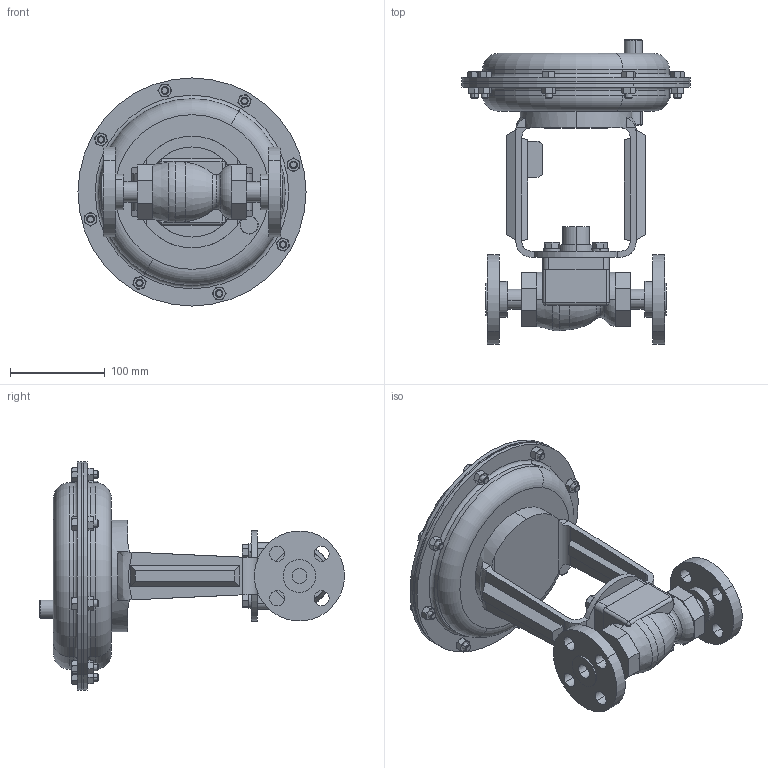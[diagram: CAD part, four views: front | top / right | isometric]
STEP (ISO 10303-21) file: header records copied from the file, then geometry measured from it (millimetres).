
FILE_DESCRIPTION (( 'STEP AP203' ), '1' );
FILE_NAME ('78-050-BR+CS+S6-F3-35M.step', '2017-09-25T13:09:58', ( '' ), ( '' ), 'SwSTEP 2.0', 'SolidWorks 2014', '' );
FILE_SCHEMA (( 'CONFIG_CONTROL_DESIGN' ));
Length unit declared in the file: inch
Products named in the file (1): 78-050-BR+CS+S6-F3-35M
Bounding box: 241.3 x 322.12 x 241.3 mm (x, y, z)
Volume: 3470080.8 mm3; surface area: 508067.7 mm2
Topology: 36 solids, 36 shells, 680 faces, 1486 edges, 905 vertices
Faces by surface type: plane 314, cone 208, cylinder 131, torus 21, sphere 4, bspline 2
Entity records: 20125 total; most frequent: CARTESIAN_POINT 5609, ORIENTED_EDGE 2964, DIRECTION 2959, EDGE_CURVE 1482, AXIS2_PLACEMENT_3D 1192, VERTEX_POINT 905, EDGE_LOOP 733, ADVANCED_FACE 680
